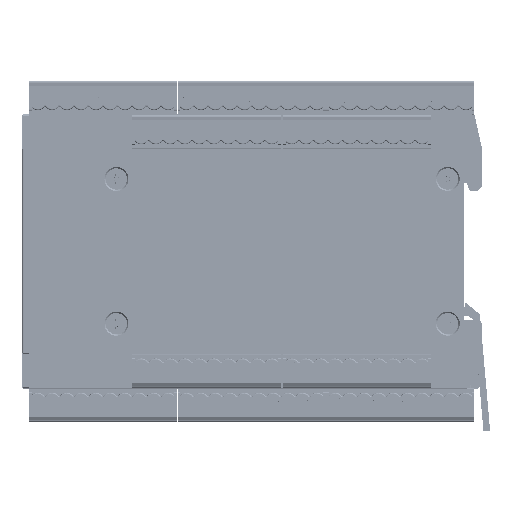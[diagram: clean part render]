
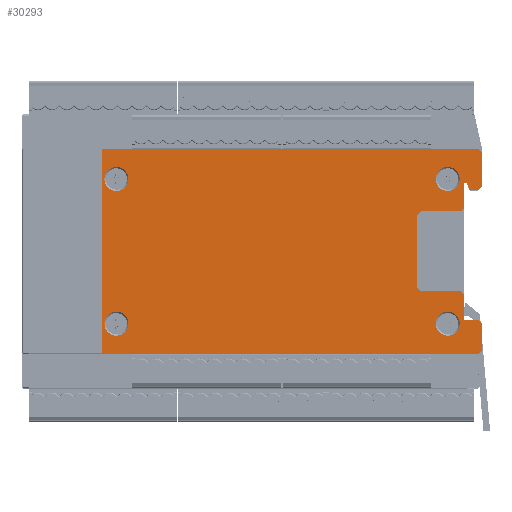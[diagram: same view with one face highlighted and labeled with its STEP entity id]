
A CAD part, top view. The second image highlights one B-rep face of the part: STEP entity #30293.
In plain terms, the highlighted planar face has unit normal (0, 0, 1).
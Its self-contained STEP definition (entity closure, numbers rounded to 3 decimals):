
#794=FACE_BOUND('',#5076,.T.);
#795=FACE_BOUND('',#5077,.T.);
#796=FACE_BOUND('',#5078,.T.);
#797=FACE_BOUND('',#5079,.T.);
#1838=PLANE('',#32448);
#3255=FACE_OUTER_BOUND('',#5075,.T.);
#5075=EDGE_LOOP('',(#25224,#25225,#25226,#25227,#25228,#25229,#25230,#25231,
#25232,#25233,#25234,#25235,#25236,#25237,#25238,#25239,#25240,#25241,#25242,
#25243,#25244,#25245,#25246,#25247));
#5076=EDGE_LOOP('',(#25248));
#5077=EDGE_LOOP('',(#25249));
#5078=EDGE_LOOP('',(#25250));
#5079=EDGE_LOOP('',(#25251));
#7836=LINE('',#59664,#10967);
#7840=LINE('',#59672,#10971);
#7843=LINE('',#59678,#10974);
#7846=LINE('',#59684,#10977);
#7849=LINE('',#59690,#10980);
#7852=LINE('',#59696,#10983);
#7855=LINE('',#59702,#10986);
#7858=LINE('',#59708,#10989);
#7861=LINE('',#59714,#10992);
#7864=LINE('',#59720,#10995);
#7867=LINE('',#59726,#10998);
#7870=LINE('',#59732,#11001);
#7873=LINE('',#59738,#11004);
#7876=LINE('',#59744,#11007);
#7879=LINE('',#59750,#11010);
#7882=LINE('',#59756,#11013);
#7885=LINE('',#59762,#11016);
#7888=LINE('',#59768,#11019);
#7891=LINE('',#59774,#11022);
#7894=LINE('',#59780,#11025);
#7897=LINE('',#59786,#11028);
#7900=LINE('',#59792,#11031);
#7903=LINE('',#59798,#11034);
#7906=LINE('',#59803,#11037);
#10967=VECTOR('',#38199,10.);
#10971=VECTOR('',#38205,10.);
#10974=VECTOR('',#38210,10.);
#10977=VECTOR('',#38215,10.);
#10980=VECTOR('',#38220,10.);
#10983=VECTOR('',#38225,10.);
#10986=VECTOR('',#38230,10.);
#10989=VECTOR('',#38235,10.);
#10992=VECTOR('',#38240,10.);
#10995=VECTOR('',#38245,10.);
#10998=VECTOR('',#38250,10.);
#11001=VECTOR('',#38255,10.);
#11004=VECTOR('',#38260,10.);
#11007=VECTOR('',#38265,10.);
#11010=VECTOR('',#38270,10.);
#11013=VECTOR('',#38275,10.);
#11016=VECTOR('',#38280,10.);
#11019=VECTOR('',#38285,10.);
#11022=VECTOR('',#38290,10.);
#11025=VECTOR('',#38295,10.);
#11028=VECTOR('',#38300,10.);
#11031=VECTOR('',#38305,10.);
#11034=VECTOR('',#38310,10.);
#11037=VECTOR('',#38315,10.);
#12409=CIRCLE('',#32405,3.15);
#12412=CIRCLE('',#32410,3.15);
#12415=CIRCLE('',#32415,3.15);
#12418=CIRCLE('',#32420,3.15);
#14561=VERTEX_POINT('',#59622);
#14564=VERTEX_POINT('',#59632);
#14567=VERTEX_POINT('',#59642);
#14570=VERTEX_POINT('',#59652);
#14573=VERTEX_POINT('',#59662);
#14574=VERTEX_POINT('',#59663);
#14577=VERTEX_POINT('',#59671);
#14579=VERTEX_POINT('',#59677);
#14581=VERTEX_POINT('',#59683);
#14583=VERTEX_POINT('',#59689);
#14585=VERTEX_POINT('',#59695);
#14587=VERTEX_POINT('',#59701);
#14589=VERTEX_POINT('',#59707);
#14591=VERTEX_POINT('',#59713);
#14593=VERTEX_POINT('',#59719);
#14595=VERTEX_POINT('',#59725);
#14597=VERTEX_POINT('',#59731);
#14599=VERTEX_POINT('',#59737);
#14601=VERTEX_POINT('',#59743);
#14603=VERTEX_POINT('',#59749);
#14605=VERTEX_POINT('',#59755);
#14607=VERTEX_POINT('',#59761);
#14609=VERTEX_POINT('',#59767);
#14611=VERTEX_POINT('',#59773);
#14613=VERTEX_POINT('',#59779);
#14615=VERTEX_POINT('',#59785);
#14617=VERTEX_POINT('',#59791);
#14619=VERTEX_POINT('',#59797);
#18237=EDGE_CURVE('',#14561,#14561,#12409,.T.);
#18242=EDGE_CURVE('',#14564,#14564,#12412,.T.);
#18247=EDGE_CURVE('',#14567,#14567,#12415,.T.);
#18252=EDGE_CURVE('',#14570,#14570,#12418,.T.);
#18257=EDGE_CURVE('',#14573,#14574,#7836,.T.);
#18261=EDGE_CURVE('',#14577,#14573,#7840,.T.);
#18264=EDGE_CURVE('',#14579,#14577,#7843,.T.);
#18267=EDGE_CURVE('',#14581,#14579,#7846,.T.);
#18270=EDGE_CURVE('',#14583,#14581,#7849,.T.);
#18273=EDGE_CURVE('',#14585,#14583,#7852,.T.);
#18276=EDGE_CURVE('',#14587,#14585,#7855,.T.);
#18279=EDGE_CURVE('',#14589,#14587,#7858,.T.);
#18282=EDGE_CURVE('',#14591,#14589,#7861,.T.);
#18285=EDGE_CURVE('',#14593,#14591,#7864,.T.);
#18288=EDGE_CURVE('',#14595,#14593,#7867,.T.);
#18291=EDGE_CURVE('',#14597,#14595,#7870,.T.);
#18294=EDGE_CURVE('',#14599,#14597,#7873,.T.);
#18297=EDGE_CURVE('',#14601,#14599,#7876,.T.);
#18300=EDGE_CURVE('',#14603,#14601,#7879,.T.);
#18303=EDGE_CURVE('',#14605,#14603,#7882,.T.);
#18306=EDGE_CURVE('',#14607,#14605,#7885,.T.);
#18309=EDGE_CURVE('',#14609,#14607,#7888,.T.);
#18312=EDGE_CURVE('',#14611,#14609,#7891,.T.);
#18315=EDGE_CURVE('',#14613,#14611,#7894,.T.);
#18318=EDGE_CURVE('',#14615,#14613,#7897,.T.);
#18321=EDGE_CURVE('',#14617,#14615,#7900,.T.);
#18324=EDGE_CURVE('',#14619,#14617,#7903,.T.);
#18327=EDGE_CURVE('',#14574,#14619,#7906,.T.);
#25224=ORIENTED_EDGE('',*,*,#18327,.F.);
#25225=ORIENTED_EDGE('',*,*,#18257,.F.);
#25226=ORIENTED_EDGE('',*,*,#18261,.F.);
#25227=ORIENTED_EDGE('',*,*,#18264,.F.);
#25228=ORIENTED_EDGE('',*,*,#18267,.F.);
#25229=ORIENTED_EDGE('',*,*,#18270,.F.);
#25230=ORIENTED_EDGE('',*,*,#18273,.F.);
#25231=ORIENTED_EDGE('',*,*,#18276,.F.);
#25232=ORIENTED_EDGE('',*,*,#18279,.F.);
#25233=ORIENTED_EDGE('',*,*,#18282,.F.);
#25234=ORIENTED_EDGE('',*,*,#18285,.F.);
#25235=ORIENTED_EDGE('',*,*,#18288,.F.);
#25236=ORIENTED_EDGE('',*,*,#18291,.F.);
#25237=ORIENTED_EDGE('',*,*,#18294,.F.);
#25238=ORIENTED_EDGE('',*,*,#18297,.F.);
#25239=ORIENTED_EDGE('',*,*,#18300,.F.);
#25240=ORIENTED_EDGE('',*,*,#18303,.F.);
#25241=ORIENTED_EDGE('',*,*,#18306,.F.);
#25242=ORIENTED_EDGE('',*,*,#18309,.F.);
#25243=ORIENTED_EDGE('',*,*,#18312,.F.);
#25244=ORIENTED_EDGE('',*,*,#18315,.F.);
#25245=ORIENTED_EDGE('',*,*,#18318,.F.);
#25246=ORIENTED_EDGE('',*,*,#18321,.F.);
#25247=ORIENTED_EDGE('',*,*,#18324,.F.);
#25248=ORIENTED_EDGE('',*,*,#18237,.T.);
#25249=ORIENTED_EDGE('',*,*,#18242,.T.);
#25250=ORIENTED_EDGE('',*,*,#18247,.T.);
#25251=ORIENTED_EDGE('',*,*,#18252,.T.);
#30293=ADVANCED_FACE('',(#3255,#794,#795,#796,#797),#1838,.T.);
#32405=AXIS2_PLACEMENT_3D('',#59623,#38151,#38152);
#32410=AXIS2_PLACEMENT_3D('',#59633,#38163,#38164);
#32415=AXIS2_PLACEMENT_3D('',#59643,#38175,#38176);
#32420=AXIS2_PLACEMENT_3D('',#59653,#38187,#38188);
#32448=AXIS2_PLACEMENT_3D('',#59805,#38317,#38318);
#38151=DIRECTION('center_axis',(0.,0.,-1.));
#38152=DIRECTION('ref_axis',(1.,0.,0.));
#38163=DIRECTION('center_axis',(0.,0.,-1.));
#38164=DIRECTION('ref_axis',(1.,0.,0.));
#38175=DIRECTION('center_axis',(0.,0.,-1.));
#38176=DIRECTION('ref_axis',(1.,0.,0.));
#38187=DIRECTION('center_axis',(0.,0.,-1.));
#38188=DIRECTION('ref_axis',(1.,0.,0.));
#38199=DIRECTION('',(0.,-1.,0.));
#38205=DIRECTION('',(0.707,-0.707,0.));
#38210=DIRECTION('',(1.,0.,0.));
#38215=DIRECTION('',(0.,-1.,0.));
#38220=DIRECTION('',(0.708,-0.706,0.));
#38225=DIRECTION('',(1.,0.,0.));
#38230=DIRECTION('',(0.706,-0.708,0.));
#38235=DIRECTION('',(0.,-1.,0.));
#38240=DIRECTION('',(-0.706,-0.708,0.));
#38245=DIRECTION('',(-1.,0.,0.));
#38250=DIRECTION('',(-0.708,-0.706,0.));
#38255=DIRECTION('',(0.,-1.,0.));
#38260=DIRECTION('',(-1.,0.,0.));
#38265=DIRECTION('',(-0.351,0.936,0.));
#38270=DIRECTION('',(-1.,0.,0.));
#38275=DIRECTION('',(-0.708,-0.706,0.));
#38280=DIRECTION('',(0.,-1.,0.));
#38285=DIRECTION('',(0.708,-0.706,0.));
#38290=DIRECTION('',(1.,0.,0.));
#38295=DIRECTION('',(0.707,0.707,0.));
#38300=DIRECTION('',(0.,1.,0.));
#38305=DIRECTION('',(-0.707,0.707,0.));
#38310=DIRECTION('',(-1.,0.,0.));
#38315=DIRECTION('',(-0.707,-0.707,0.));
#38317=DIRECTION('center_axis',(0.,0.,1.));
#38318=DIRECTION('ref_axis',(1.,0.,0.));
#59622=CARTESIAN_POINT('',(63.629,29.05,0.));
#59623=CARTESIAN_POINT('Origin',(66.779,29.05,0.));
#59632=CARTESIAN_POINT('',(63.629,67.051,0.));
#59633=CARTESIAN_POINT('Origin',(66.779,67.051,0.));
#59642=CARTESIAN_POINT('',(150.629,29.05,0.));
#59643=CARTESIAN_POINT('Origin',(153.779,29.05,0.));
#59652=CARTESIAN_POINT('',(150.629,67.051,0.));
#59653=CARTESIAN_POINT('Origin',(153.779,67.051,0.));
#59662=CARTESIAN_POINT('',(162.781,29.05,0.));
#59663=CARTESIAN_POINT('',(162.781,22.05,0.));
#59664=CARTESIAN_POINT('',(162.781,29.05,0.));
#59671=CARTESIAN_POINT('',(161.78,30.051,0.));
#59672=CARTESIAN_POINT('',(161.78,30.051,0.));
#59677=CARTESIAN_POINT('',(158.031,30.051,0.));
#59678=CARTESIAN_POINT('',(158.031,30.051,0.));
#59683=CARTESIAN_POINT('',(158.031,36.8,0.));
#59684=CARTESIAN_POINT('',(158.031,36.8,0.));
#59689=CARTESIAN_POINT('',(157.279,37.549,0.));
#59690=CARTESIAN_POINT('',(157.279,37.549,0.));
#59695=CARTESIAN_POINT('',(146.779,37.549,0.));
#59696=CARTESIAN_POINT('',(146.779,37.549,0.));
#59701=CARTESIAN_POINT('',(145.781,38.55,0.));
#59702=CARTESIAN_POINT('',(145.781,38.55,0.));
#59707=CARTESIAN_POINT('',(145.781,57.549,0.));
#59708=CARTESIAN_POINT('',(145.781,57.549,0.));
#59713=CARTESIAN_POINT('',(146.779,58.55,0.));
#59714=CARTESIAN_POINT('',(146.779,58.55,0.));
#59719=CARTESIAN_POINT('',(157.279,58.55,0.));
#59720=CARTESIAN_POINT('',(157.279,58.55,0.));
#59725=CARTESIAN_POINT('',(158.031,59.299,0.));
#59726=CARTESIAN_POINT('',(158.031,59.299,0.));
#59731=CARTESIAN_POINT('',(158.031,66.05,0.));
#59732=CARTESIAN_POINT('',(158.031,66.05,0.));
#59737=CARTESIAN_POINT('',(158.78,66.05,0.));
#59738=CARTESIAN_POINT('',(158.78,66.05,0.));
#59743=CARTESIAN_POINT('',(159.53,64.051,0.));
#59744=CARTESIAN_POINT('',(159.53,64.051,0.));
#59749=CARTESIAN_POINT('',(161.78,64.051,0.));
#59750=CARTESIAN_POINT('',(161.78,64.051,0.));
#59755=CARTESIAN_POINT('',(162.781,65.049,0.));
#59756=CARTESIAN_POINT('',(162.781,65.049,0.));
#59761=CARTESIAN_POINT('',(162.781,74.051,0.));
#59762=CARTESIAN_POINT('',(162.781,74.051,0.));
#59767=CARTESIAN_POINT('',(161.78,75.049,0.));
#59768=CARTESIAN_POINT('',(161.78,75.049,0.));
#59773=CARTESIAN_POINT('',(44.28,75.049,0.));
#59774=CARTESIAN_POINT('',(44.28,75.049,0.));
#59779=CARTESIAN_POINT('',(43.779,74.549,0.));
#59780=CARTESIAN_POINT('',(43.779,74.549,0.));
#59785=CARTESIAN_POINT('',(43.779,21.549,0.));
#59786=CARTESIAN_POINT('',(43.779,21.549,0.));
#59791=CARTESIAN_POINT('',(44.28,21.049,0.));
#59792=CARTESIAN_POINT('',(44.28,21.049,0.));
#59797=CARTESIAN_POINT('',(161.78,21.049,0.));
#59798=CARTESIAN_POINT('',(103.779,21.049,0.));
#59803=CARTESIAN_POINT('',(162.781,22.05,0.));
#59805=CARTESIAN_POINT('Origin',(103.28,48.049,0.));
